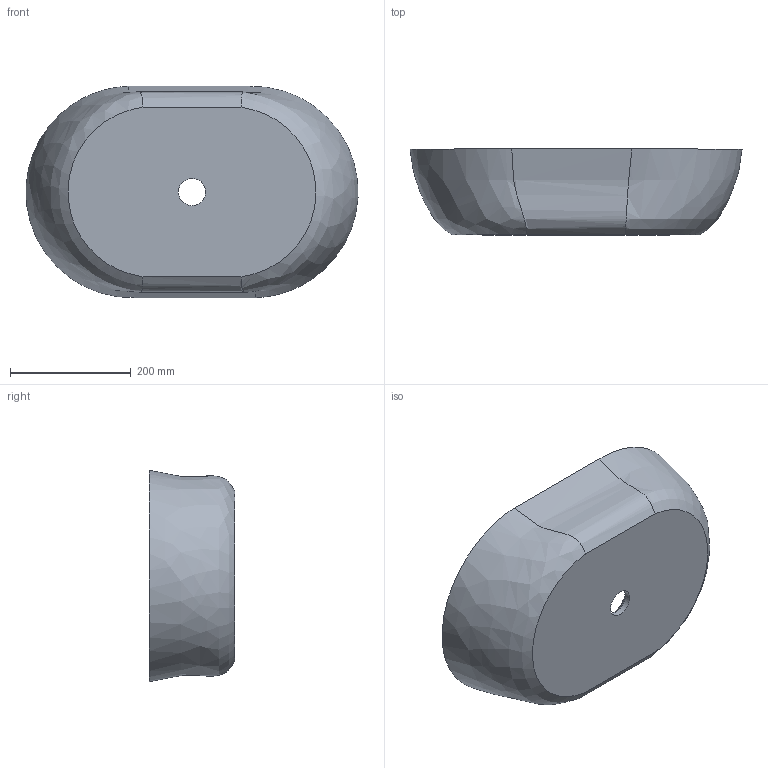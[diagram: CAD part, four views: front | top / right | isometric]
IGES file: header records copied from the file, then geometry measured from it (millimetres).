
Global section: file name: B1ACS double layer_1; native system: AutoCAD 2016 - English; preprocessor: Autodesk Translation Framework DWG producer (atf_dwg_producer); organization: unknown; date: 20170221.153706; units: millimetre
Bounding box: 549.86 x 142 x 350 mm (x, y, z)
Volume: 3283240.8 mm3; surface area: 599383.5 mm2
Topology: 1 solids, 1 shells, 15 faces, 52 edges, 40 vertices
Faces by surface type: bspline 15
